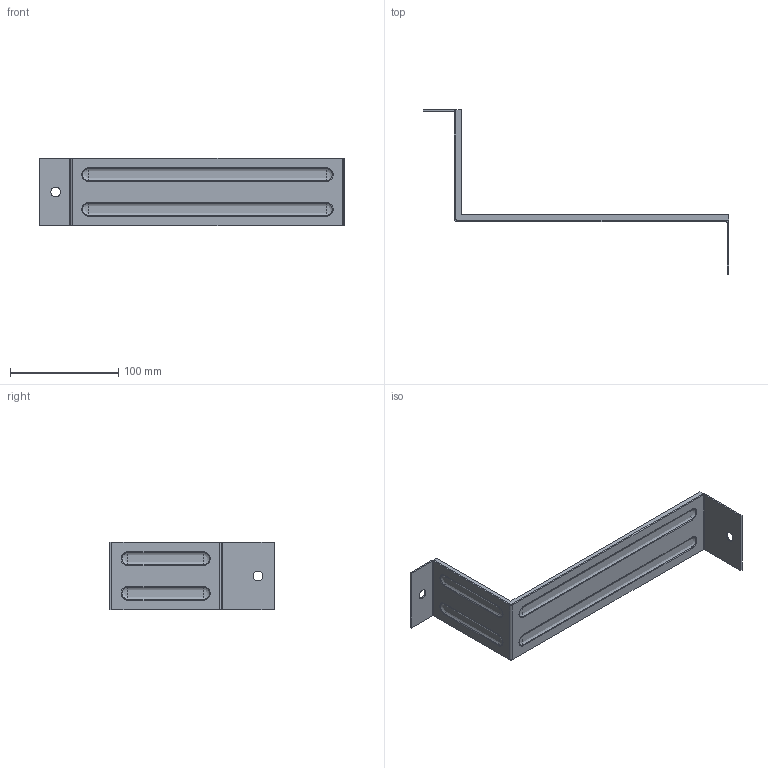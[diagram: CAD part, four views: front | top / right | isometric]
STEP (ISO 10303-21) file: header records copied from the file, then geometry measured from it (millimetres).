
FILE_DESCRIPTION (( 'STEP AP214' ), '1' );
FILE_NAME ('7216634_KSTP1.stp', '2018-05-10T13:08:10', ( '' ), ( '' ), 'SwSTEP 2.0', 'SolidWorks 2016', '' );
FILE_SCHEMA (( 'AUTOMOTIVE_DESIGN' ));
Length unit declared in the file: millimetre
Products named in the file (3): 053684T1_F〉 Kanal 100250; P_7215432T1_1_F〉 BSKM-VE 1025; 7216634_KSTP1
Assembly tree (2 placements, depth 2):
  7216634_KSTP1
    053684T1_F〉 Kanal 100250
    P_7215432T1_1_F〉 BSKM-VE 1025
Bounding box: 282 x 152 x 62 mm (x, y, z)
Volume: 142662.9 mm3; surface area: 101653.2 mm2
Topology: 2 solids, 2 shells, 107 faces, 229 edges, 134 vertices
Faces by surface type: cylinder 35, plane 32, torus 24, sphere 16
Entity records: 2999 total; most frequent: DIRECTION 579, CARTESIAN_POINT 475, ORIENTED_EDGE 458, AXIS2_PLACEMENT_3D 238, EDGE_CURVE 229, VERTEX_POINT 134, CIRCLE 126, EDGE_LOOP 119
